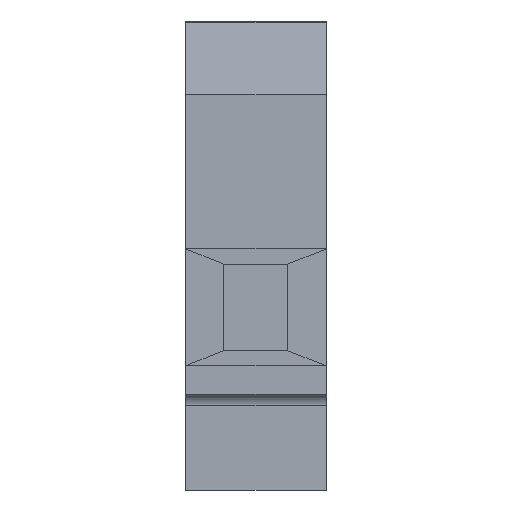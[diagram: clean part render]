
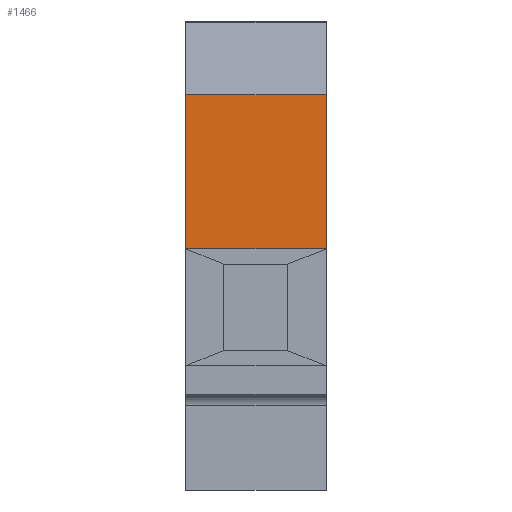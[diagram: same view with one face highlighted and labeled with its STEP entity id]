
A CAD part, left-side view. The second image highlights one B-rep face of the part: STEP entity #1466.
In plain terms, the highlighted planar face has unit normal (-1, 0, 0).
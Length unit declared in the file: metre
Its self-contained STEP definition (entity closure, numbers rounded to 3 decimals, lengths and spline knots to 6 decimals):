
#75=FACE_OUTER_BOUND('',#157,.T.);
#157=EDGE_LOOP('',(#945,#946,#947,#948));
#269=LINE('',#2136,#441);
#270=LINE('',#2138,#442);
#271=LINE('',#2140,#443);
#272=LINE('',#2141,#444);
#441=VECTOR('',#1712,0.006);
#442=VECTOR('',#1713,0.006584);
#443=VECTOR('',#1714,0.006);
#444=VECTOR('',#1715,0.006584);
#601=VERTEX_POINT('',#2114);
#608=VERTEX_POINT('',#2132);
#609=VERTEX_POINT('',#2137);
#610=VERTEX_POINT('',#2139);
#741=EDGE_CURVE('',#608,#601,#269,.T.);
#742=EDGE_CURVE('',#609,#601,#270,.T.);
#743=EDGE_CURVE('',#610,#609,#271,.T.);
#744=EDGE_CURVE('',#610,#608,#272,.T.);
#945=ORIENTED_EDGE('',*,*,#741,.T.);
#946=ORIENTED_EDGE('',*,*,#742,.F.);
#947=ORIENTED_EDGE('',*,*,#743,.F.);
#948=ORIENTED_EDGE('',*,*,#744,.T.);
#1321=PLANE('',#1548);
#1466=ADVANCED_FACE('',(#75),#1321,.T.);
#1548=AXIS2_PLACEMENT_3D('',#2135,#1710,#1711);
#1710=DIRECTION('center_axis',(-1.,0.,0.));
#1711=DIRECTION('ref_axis',(0.,0.,1.));
#1712=DIRECTION('',(0.,-1.,0.));
#1713=DIRECTION('',(0.,0.,-1.));
#1714=DIRECTION('',(0.,-1.,0.));
#1715=DIRECTION('',(0.,0.,-1.));
#2114=CARTESIAN_POINT('',(-0.015,0.,0.010307));
#2132=CARTESIAN_POINT('',(-0.015,0.006,0.010307));
#2135=CARTESIAN_POINT('Origin',(-0.015,0.006,0.016891));
#2136=CARTESIAN_POINT('',(-0.015,0.006,0.010307));
#2137=CARTESIAN_POINT('',(-0.015,0.,0.016891));
#2138=CARTESIAN_POINT('',(-0.015,0.,0.016891));
#2139=CARTESIAN_POINT('',(-0.015,0.006,0.016891));
#2140=CARTESIAN_POINT('',(-0.015,0.006,0.016891));
#2141=CARTESIAN_POINT('',(-0.015,0.006,0.016891));
